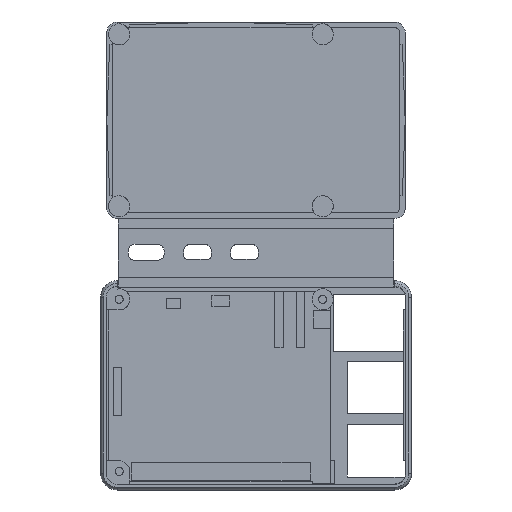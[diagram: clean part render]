
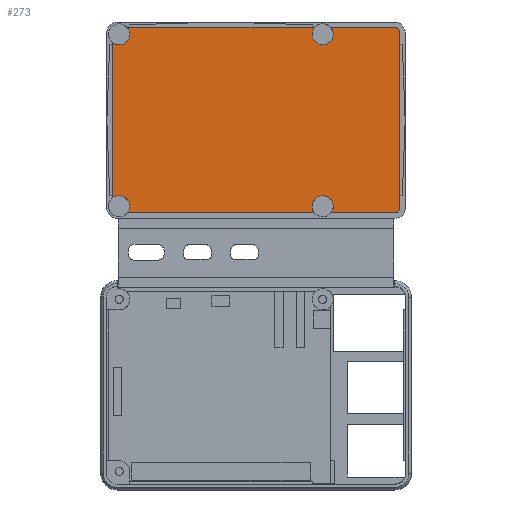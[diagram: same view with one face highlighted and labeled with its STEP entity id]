
A CAD part, top view. The second image highlights one B-rep face of the part: STEP entity #273.
In plain terms, the highlighted free-form (B-spline) face has degree [1, 1] with [2, 2] control points.
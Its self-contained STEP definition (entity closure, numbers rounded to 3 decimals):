
#90 = VERTEX_POINT('',#91);
#91 = CARTESIAN_POINT('',(58.78,-527.083,-15.665
    ));
#96 = EDGE_CURVE('',#90,#97,#99,.T.);
#97 = VERTEX_POINT('',#98);
#98 = CARTESIAN_POINT('',(58.78,-598.942,-15.665
    ));
#99 = B_SPLINE_CURVE_WITH_KNOTS('',1,(#100,#101),.UNSPECIFIED.,.F.,.F.,(
    2,2),(0.,50.),.PIECEWISE_BEZIER_KNOTS.);
#100 = CARTESIAN_POINT('',(58.78,-527.083,
    -15.665));
#101 = CARTESIAN_POINT('',(58.78,-598.942,
    -15.665));
#118 = VERTEX_POINT('',#119);
#119 = CARTESIAN_POINT('',(56.768,-525.071,
    -15.665));
#124 = EDGE_CURVE('',#118,#90,#125,.T.);
#125 = ( BOUNDED_CURVE() B_SPLINE_CURVE(2,(#126,#127,#128),
.UNSPECIFIED.,.F.,.F.) B_SPLINE_CURVE_WITH_KNOTS((3,3),(3.142,
4.712),.PIECEWISE_BEZIER_KNOTS.) CURVE() 
GEOMETRIC_REPRESENTATION_ITEM() RATIONAL_B_SPLINE_CURVE((1.,
0.707,1.)) REPRESENTATION_ITEM('') );
#126 = CARTESIAN_POINT('',(56.768,-525.071,
    -15.665));
#127 = CARTESIAN_POINT('',(58.78,-525.071,
    -15.665));
#128 = CARTESIAN_POINT('',(58.78,-527.083,
    -15.665));
#143 = VERTEX_POINT('',#144);
#144 = CARTESIAN_POINT('',(-56.768,-525.071,
    -15.665));
#149 = EDGE_CURVE('',#143,#118,#150,.T.);
#150 = B_SPLINE_CURVE_WITH_KNOTS('',1,(#151,#152),.UNSPECIFIED.,.F.,.F.,
  (2,2),(0.,79.),.PIECEWISE_BEZIER_KNOTS.);
#151 = CARTESIAN_POINT('',(-56.768,-525.071,
    -15.665));
#152 = CARTESIAN_POINT('',(56.768,-525.071,
    -15.665));
#165 = VERTEX_POINT('',#166);
#166 = CARTESIAN_POINT('',(-58.78,-527.083,
    -15.665));
#171 = EDGE_CURVE('',#165,#143,#172,.T.);
#172 = ( BOUNDED_CURVE() B_SPLINE_CURVE(2,(#173,#174,#175),
.UNSPECIFIED.,.F.,.F.) B_SPLINE_CURVE_WITH_KNOTS((3,3),(1.571,
3.142),.PIECEWISE_BEZIER_KNOTS.) CURVE() 
GEOMETRIC_REPRESENTATION_ITEM() RATIONAL_B_SPLINE_CURVE((1.,
0.707,1.)) REPRESENTATION_ITEM('') );
#173 = CARTESIAN_POINT('',(-58.78,-527.083,
    -15.665));
#174 = CARTESIAN_POINT('',(-58.78,-525.071,
    -15.665));
#175 = CARTESIAN_POINT('',(-56.768,-525.071,
    -15.665));
#190 = VERTEX_POINT('',#191);
#191 = CARTESIAN_POINT('',(-58.78,-598.942,
    -15.665));
#196 = EDGE_CURVE('',#190,#165,#197,.T.);
#197 = B_SPLINE_CURVE_WITH_KNOTS('',1,(#198,#199),.UNSPECIFIED.,.F.,.F.,
  (2,2),(0.,50.),.PIECEWISE_BEZIER_KNOTS.);
#198 = CARTESIAN_POINT('',(-58.78,-598.942,
    -15.665));
#199 = CARTESIAN_POINT('',(-58.78,-527.083,
    -15.665));
#212 = VERTEX_POINT('',#213);
#213 = CARTESIAN_POINT('',(-56.768,-600.954,-15.665
    ));
#218 = EDGE_CURVE('',#212,#190,#219,.T.);
#219 = ( BOUNDED_CURVE() B_SPLINE_CURVE(2,(#220,#221,#222),
.UNSPECIFIED.,.F.,.F.) B_SPLINE_CURVE_WITH_KNOTS((3,3),(0.,
1.571),.PIECEWISE_BEZIER_KNOTS.) CURVE() 
GEOMETRIC_REPRESENTATION_ITEM() RATIONAL_B_SPLINE_CURVE((1.,
0.707,1.)) REPRESENTATION_ITEM('') );
#220 = CARTESIAN_POINT('',(-56.768,-600.954,-15.665
    ));
#221 = CARTESIAN_POINT('',(-58.78,-600.954,-15.665
    ));
#222 = CARTESIAN_POINT('',(-58.78,-598.942,
    -15.665));
#237 = VERTEX_POINT('',#238);
#238 = CARTESIAN_POINT('',(56.768,-600.954,-15.665
    ));
#243 = EDGE_CURVE('',#237,#212,#244,.T.);
#244 = B_SPLINE_CURVE_WITH_KNOTS('',1,(#245,#246),.UNSPECIFIED.,.F.,.F.,
  (2,2),(-0.,79.),.PIECEWISE_BEZIER_KNOTS.);
#245 = CARTESIAN_POINT('',(56.768,-600.954,-15.665
    ));
#246 = CARTESIAN_POINT('',(-56.768,-600.954,-15.665
    ));
#259 = EDGE_CURVE('',#97,#237,#260,.T.);
#260 = ( BOUNDED_CURVE() B_SPLINE_CURVE(2,(#261,#262,#263),
.UNSPECIFIED.,.F.,.F.) B_SPLINE_CURVE_WITH_KNOTS((3,3),(4.712,
6.283),.PIECEWISE_BEZIER_KNOTS.) CURVE() 
GEOMETRIC_REPRESENTATION_ITEM() RATIONAL_B_SPLINE_CURVE((1.,
0.707,1.)) REPRESENTATION_ITEM('') );
#261 = CARTESIAN_POINT('',(58.78,-598.942,
    -15.665));
#262 = CARTESIAN_POINT('',(58.78,-600.954,-15.665
    ));
#263 = CARTESIAN_POINT('',(56.768,-600.954,-15.665
    ));
#273 = ADVANCED_FACE('',(#274),#284,.F.);
#274 = FACE_BOUND('',#275,.T.);
#275 = EDGE_LOOP('',(#276,#277,#278,#279,#280,#281,#282,#283));
#276 = ORIENTED_EDGE('',*,*,#96,.F.);
#277 = ORIENTED_EDGE('',*,*,#124,.F.);
#278 = ORIENTED_EDGE('',*,*,#149,.F.);
#279 = ORIENTED_EDGE('',*,*,#171,.F.);
#280 = ORIENTED_EDGE('',*,*,#196,.F.);
#281 = ORIENTED_EDGE('',*,*,#218,.F.);
#282 = ORIENTED_EDGE('',*,*,#243,.F.);
#283 = ORIENTED_EDGE('',*,*,#259,.F.);
#284 = B_SPLINE_SURFACE_WITH_KNOTS('',1,1,(
    (#285,#286)
    ,(#287,#288
    )),.UNSPECIFIED.,.F.,.F.,.F.,(2,2),(2,2),(-26.4,26.4),(-40.9,40.9),
  .PIECEWISE_BEZIER_KNOTS.);
#285 = CARTESIAN_POINT('',(-58.78,-600.954,-15.665
    ));
#286 = CARTESIAN_POINT('',(58.78,-600.954,-15.665
    ));
#287 = CARTESIAN_POINT('',(-58.78,-525.071,
    -15.665));
#288 = CARTESIAN_POINT('',(58.78,-525.071,
    -15.665));
